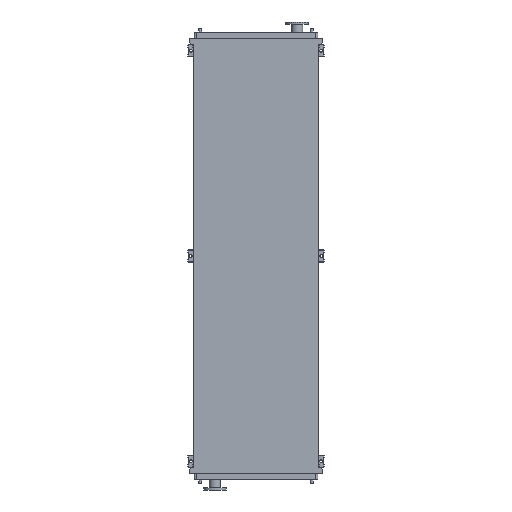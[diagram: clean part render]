
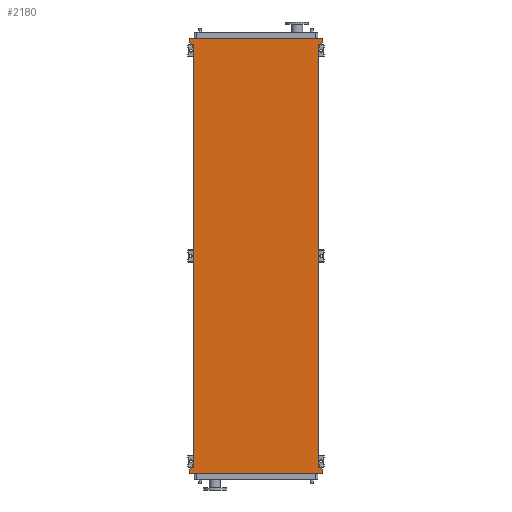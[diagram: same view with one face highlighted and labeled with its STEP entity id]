
A CAD part, front view. The second image highlights one B-rep face of the part: STEP entity #2180.
In plain terms, the highlighted planar face has unit normal (0, -1, 0).
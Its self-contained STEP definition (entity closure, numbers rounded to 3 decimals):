
#1101 = EDGE_CURVE ( 'NONE', #2335, #9516, #17515, .T. ) ;
#1490 = EDGE_CURVE ( 'NONE', #11735, #5074, #14302, .T. ) ;
#1710 = DIRECTION ( 'NONE',  ( 0., 0., -1. ) ) ;
#1923 = CARTESIAN_POINT ( 'NONE',  ( 651., 0., 95. ) ) ;
#2180 = ADVANCED_FACE ( 'NONE', ( #19476 ), #9288, .T. ) ;
#2335 = VERTEX_POINT ( 'NONE', #22722 ) ;
#2932 = LINE ( 'NONE', #4692, #22209 ) ;
#3334 = ORIENTED_EDGE ( 'NONE', *, *, #8997, .F. ) ;
#3697 = DIRECTION ( 'NONE',  ( 0., 0., -1. ) ) ;
#3741 = VECTOR ( 'NONE', #1710, 1000. ) ;
#3790 = EDGE_CURVE ( 'NONE', #13937, #20875, #9793, .T. ) ;
#4035 = VERTEX_POINT ( 'NONE', #14182 ) ;
#4230 = CARTESIAN_POINT ( 'NONE',  ( -651., 0., -4103. ) ) ;
#4240 = CARTESIAN_POINT ( 'NONE',  ( -651., 0., 53. ) ) ;
#4312 = CARTESIAN_POINT ( 'NONE',  ( -651., 0., 95. ) ) ;
#4454 = CARTESIAN_POINT ( 'NONE',  ( 651., 0., -4145. ) ) ;
#4688 = VERTEX_POINT ( 'NONE', #7261 ) ;
#4692 = CARTESIAN_POINT ( 'NONE',  ( 651., 0., 53. ) ) ;
#4889 = ORIENTED_EDGE ( 'NONE', *, *, #6226, .T. ) ;
#5074 = VERTEX_POINT ( 'NONE', #4454 ) ;
#5191 = CARTESIAN_POINT ( 'NONE',  ( -651., 0., 95. ) ) ;
#5646 = DIRECTION ( 'NONE',  ( 0., 0., 1. ) ) ;
#5852 = ORIENTED_EDGE ( 'NONE', *, *, #9985, .F. ) ;
#6124 = CARTESIAN_POINT ( 'NONE',  ( -605., 0., -4050. ) ) ;
#6226 = EDGE_CURVE ( 'NONE', #20171, #13934, #12025, .T. ) ;
#6444 = EDGE_CURVE ( 'NONE', #4035, #13934, #2932, .T. ) ;
#6591 = LINE ( 'NONE', #22309, #20926 ) ;
#6657 = VECTOR ( 'NONE', #20407, 1000. ) ;
#6874 = VECTOR ( 'NONE', #23940, 1000. ) ;
#6965 = VECTOR ( 'NONE', #16485, 1000. ) ;
#7027 = VECTOR ( 'NONE', #20752, 1000. ) ;
#7215 = LINE ( 'NONE', #14270, #17150 ) ;
#7261 = CARTESIAN_POINT ( 'NONE',  ( -605., 0., 0. ) ) ;
#7292 = CARTESIAN_POINT ( 'NONE',  ( 605., 0., 0. ) ) ;
#7465 = CARTESIAN_POINT ( 'NONE',  ( 605., 0., -4050. ) ) ;
#7566 = LINE ( 'NONE', #5191, #6965 ) ;
#8997 = EDGE_CURVE ( 'NONE', #23172, #4688, #17724, .T. ) ;
#9082 = ORIENTED_EDGE ( 'NONE', *, *, #6444, .F. ) ;
#9288 = PLANE ( 'NONE',  #9420 ) ;
#9420 = AXIS2_PLACEMENT_3D ( 'NONE', #11166, #14920, #3697 ) ;
#9516 = VERTEX_POINT ( 'NONE', #4312 ) ;
#9793 = LINE ( 'NONE', #13290, #16769 ) ;
#9857 = ORIENTED_EDGE ( 'NONE', *, *, #19918, .F. ) ;
#9985 = EDGE_CURVE ( 'NONE', #20171, #11735, #11642, .T. ) ;
#10509 = EDGE_CURVE ( 'NONE', #4688, #2335, #7215, .T. ) ;
#11166 = CARTESIAN_POINT ( 'NONE',  ( -605., 0., -4050. ) ) ;
#11625 = CARTESIAN_POINT ( 'NONE',  ( -605., 0., -4050. ) ) ;
#11642 = LINE ( 'NONE', #14772, #6657 ) ;
#11735 = VERTEX_POINT ( 'NONE', #16527 ) ;
#11987 = VECTOR ( 'NONE', #17312, 1000. ) ;
#12025 = LINE ( 'NONE', #15121, #7027 ) ;
#12251 = DIRECTION ( 'NONE',  ( -0.655, 0., -0.755 ) ) ;
#12317 = EDGE_CURVE ( 'NONE', #5074, #13937, #6591, .T. ) ;
#12903 = CARTESIAN_POINT ( 'NONE',  ( 651., 0., -4103. ) ) ;
#12945 = CARTESIAN_POINT ( 'NONE',  ( -651., 0., -4145. ) ) ;
#13290 = CARTESIAN_POINT ( 'NONE',  ( -651., 0., -4145. ) ) ;
#13306 = VECTOR ( 'NONE', #14269, 1000. ) ;
#13934 = VERTEX_POINT ( 'NONE', #7292 ) ;
#13937 = VERTEX_POINT ( 'NONE', #12945 ) ;
#14053 = ORIENTED_EDGE ( 'NONE', *, *, #1490, .F. ) ;
#14182 = CARTESIAN_POINT ( 'NONE',  ( 651., 0., 53. ) ) ;
#14269 = DIRECTION ( 'NONE',  ( 0.655, 0., 0.755 ) ) ;
#14270 = CARTESIAN_POINT ( 'NONE',  ( -605., 0., 0. ) ) ;
#14302 = LINE ( 'NONE', #12903, #3741 ) ;
#14647 = ORIENTED_EDGE ( 'NONE', *, *, #12317, .F. ) ;
#14772 = CARTESIAN_POINT ( 'NONE',  ( 605., 0., -4050. ) ) ;
#14920 = DIRECTION ( 'NONE',  ( 0., -1., 0. ) ) ;
#14952 = ORIENTED_EDGE ( 'NONE', *, *, #23555, .F. ) ;
#15121 = CARTESIAN_POINT ( 'NONE',  ( 605., 0., -4050. ) ) ;
#16485 = DIRECTION ( 'NONE',  ( 1., 0., 0. ) ) ;
#16527 = CARTESIAN_POINT ( 'NONE',  ( 651., 0., -4103. ) ) ;
#16655 = VERTEX_POINT ( 'NONE', #1923 ) ;
#16769 = VECTOR ( 'NONE', #5646, 1000. ) ;
#16800 = LINE ( 'NONE', #22066, #6874 ) ;
#17150 = VECTOR ( 'NONE', #19812, 1000. ) ;
#17312 = DIRECTION ( 'NONE',  ( 0., 0., 1. ) ) ;
#17515 = LINE ( 'NONE', #4240, #11987 ) ;
#17567 = DIRECTION ( 'NONE',  ( 0., 0., 1. ) ) ;
#17724 = LINE ( 'NONE', #6124, #22684 ) ;
#17916 = CARTESIAN_POINT ( 'NONE',  ( -651., 0., -4103. ) ) ;
#18244 = LINE ( 'NONE', #17916, #13306 ) ;
#18434 = EDGE_CURVE ( 'NONE', #16655, #4035, #16800, .T. ) ;
#19454 = ORIENTED_EDGE ( 'NONE', *, *, #10509, .F. ) ;
#19476 = FACE_OUTER_BOUND ( 'NONE', #23624, .T. ) ;
#19812 = DIRECTION ( 'NONE',  ( -0.655, 0., 0.755 ) ) ;
#19918 = EDGE_CURVE ( 'NONE', #20875, #23172, #18244, .T. ) ;
#20171 = VERTEX_POINT ( 'NONE', #7465 ) ;
#20407 = DIRECTION ( 'NONE',  ( 0.655, 0., -0.755 ) ) ;
#20450 = DIRECTION ( 'NONE',  ( -1., 0., 0. ) ) ;
#20752 = DIRECTION ( 'NONE',  ( 0., 0., 1. ) ) ;
#20875 = VERTEX_POINT ( 'NONE', #4230 ) ;
#20926 = VECTOR ( 'NONE', #20450, 1000. ) ;
#21175 = ORIENTED_EDGE ( 'NONE', *, *, #1101, .F. ) ;
#22066 = CARTESIAN_POINT ( 'NONE',  ( 651., 0., 95. ) ) ;
#22162 = ORIENTED_EDGE ( 'NONE', *, *, #3790, .F. ) ;
#22209 = VECTOR ( 'NONE', #12251, 1000. ) ;
#22309 = CARTESIAN_POINT ( 'NONE',  ( 651., 0., -4145. ) ) ;
#22684 = VECTOR ( 'NONE', #17567, 1000. ) ;
#22722 = CARTESIAN_POINT ( 'NONE',  ( -651., 0., 53. ) ) ;
#23172 = VERTEX_POINT ( 'NONE', #11625 ) ;
#23555 = EDGE_CURVE ( 'NONE', #9516, #16655, #7566, .T. ) ;
#23624 = EDGE_LOOP ( 'NONE', ( #4889, #9082, #23881, #14952, #21175, #19454, #3334, #9857, #22162, #14647, #14053, #5852 ) ) ;
#23881 = ORIENTED_EDGE ( 'NONE', *, *, #18434, .F. ) ;
#23940 = DIRECTION ( 'NONE',  ( 0., 0., -1. ) ) ;
